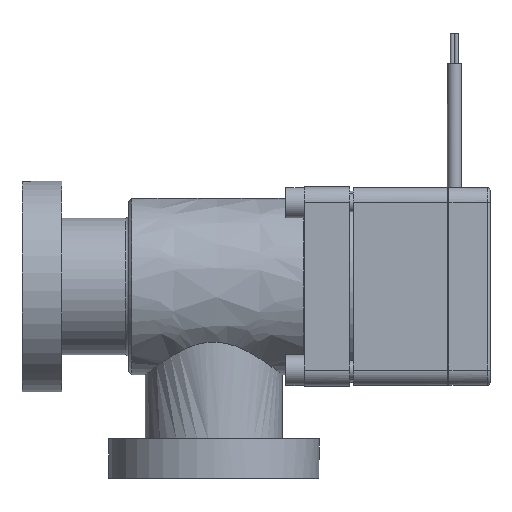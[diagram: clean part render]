
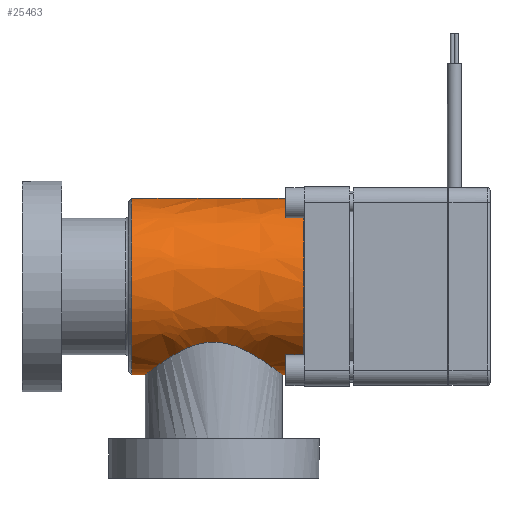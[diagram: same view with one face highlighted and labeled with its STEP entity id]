
A CAD part, top view. The second image highlights one B-rep face of the part: STEP entity #25463.
In plain terms, the highlighted free-form (B-spline) face has degree [2, 1] with [7, 2] control points.
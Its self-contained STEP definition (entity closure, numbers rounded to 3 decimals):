
#24352=CARTESIAN_POINT('V29',(35.4,28.95,
   0.0));
#24353=VERTEX_POINT('V29',#24352);
#24361=CARTESIAN_POINT('E48',(35.4,28.95,
   0.));
#24362=CARTESIAN_POINT('E48',(35.4,28.95,
   50.143));
#24363=CARTESIAN_POINT('E48',(35.4,-14.475,
   25.071));
#24364=CARTESIAN_POINT('E48',(35.4,-57.9,
   0.));
#24365=CARTESIAN_POINT('E48',(35.4,-14.475,
   -25.071));
#24366=CARTESIAN_POINT('E48',(35.4,28.95,
   -50.143));
#24367=CARTESIAN_POINT('E48',(35.4,28.95,
   0.));
#24375=(BOUNDED_CURVE()B_SPLINE_CURVE(2,(#24361,#24362,#24363,
   #24364,#24365,#24366,#24367),.CIRCULAR_ARC.,.T.,.U.)
   B_SPLINE_CURVE_WITH_KNOTS((3,2,2,3),(2.0,43.393,
   84.786,126.179),.UNSPECIFIED.)CURVE()
   GEOMETRIC_REPRESENTATION_ITEM()RATIONAL_B_SPLINE_CURVE((1.0,
   0.5,1.0,0.5,1.0,0.5,1.0)
   )REPRESENTATION_ITEM('E48'));
#24376=EDGE_CURVE('E48',#24353,#24353,#24375,.T.);
#24423=CARTESIAN_POINT('V18',(91.9,28.95,
   0.0));
#24424=VERTEX_POINT('V18',#24423);
#24448=CARTESIAN_POINT('E27',(91.9,28.95,
   0.0));
#24449=CARTESIAN_POINT('E27',(91.9,28.95,
   -50.143));
#24450=CARTESIAN_POINT('E27',(91.9,-14.475,
   -25.071));
#24451=CARTESIAN_POINT('E27',(91.9,-57.9,
   0.));
#24452=CARTESIAN_POINT('E27',(91.9,-14.475,
   25.071));
#24453=CARTESIAN_POINT('E27',(91.9,28.95,
   50.143));
#24454=CARTESIAN_POINT('E27',(91.9,28.95,
   0.0));
#24462=(BOUNDED_CURVE()B_SPLINE_CURVE(2,(#24448,#24449,#24450,
   #24451,#24452,#24453,#24454),.CIRCULAR_ARC.,.T.,.U.)
   B_SPLINE_CURVE_WITH_KNOTS((3,2,2,3),(0.0,355.788,
   711.577,1067.365),.UNSPECIFIED.)CURVE()
   GEOMETRIC_REPRESENTATION_ITEM()RATIONAL_B_SPLINE_CURVE((1.0,
   0.5,1.0,0.5,1.0,0.5,1.0)
   )REPRESENTATION_ITEM('E27'));
#24463=EDGE_CURVE('E27',#24424,#24424,#24462,.T.);
#25366=CARTESIAN_POINT('F21',(34.4,28.95,
   0.0));
#25367=CARTESIAN_POINT('F21',(34.4,28.95,
   50.143));
#25368=CARTESIAN_POINT('F21',(34.4,-14.475,
   25.071));
#25369=CARTESIAN_POINT('F21',(34.4,-57.9,
   0.));
#25370=CARTESIAN_POINT('F21',(34.4,-14.475,
   -25.071));
#25371=CARTESIAN_POINT('F21',(34.4,28.95,
   -50.143));
#25372=CARTESIAN_POINT('F21',(34.4,28.95,
   0.0));
#25373=CARTESIAN_POINT('F21',(91.9,28.95,
   0.0));
#25374=CARTESIAN_POINT('F21',(91.9,28.95,
   50.143));
#25375=CARTESIAN_POINT('F21',(91.9,-14.475,
   25.071));
#25376=CARTESIAN_POINT('F21',(91.9,-57.9,
   0.));
#25377=CARTESIAN_POINT('F21',(91.9,-14.475,
   -25.071));
#25378=CARTESIAN_POINT('F21',(91.9,28.95,
   -50.143));
#25379=CARTESIAN_POINT('F21',(91.9,28.95,
   0.0));
#25387=(BOUNDED_SURFACE()B_SPLINE_SURFACE(2,1,((#25366,#25373),(
   #25367,#25374),(#25368,#25375),(#25369,#25376),(#25370,
   #25377),(#25371,#25378),(#25372,#25379)),.CYLINDRICAL_SURF.,
   .T.,.F.,.U.)B_SPLINE_SURFACE_WITH_KNOTS((3,2,2,3),(2,2),(0.0,
   1.744,3.488,5.232),(0.0,1.0),
   .UNSPECIFIED.)GEOMETRIC_REPRESENTATION_ITEM()
   RATIONAL_B_SPLINE_SURFACE(((1.0,1.0),(0.5,
   0.5),(1.0,1.0),(0.5,
   0.5),(1.0,1.0),(0.5,
   0.5),(1.0,1.0)))REPRESENTATION_ITEM('F21')SURFACE(
   ));
#25388=ORIENTED_EDGE('E48',*,*,#24376,.F.);
#25389=CARTESIAN_POINT('V24',(42.4,28.95,
   0.0));
#25390=VERTEX_POINT('V24',#25389);
#25391=CARTESIAN_POINT('E36',(42.4,28.95,
   0.0));
#25392=CARTESIAN_POINT('E36',(35.4,28.95,
   0.0));
#25393=B_SPLINE_CURVE_WITH_KNOTS('E36',1,(#25391,#25392),
   .POLYLINE_FORM.,.F.,.U.,(2,2),(0.861,
   0.983),.UNSPECIFIED.);
#25394=EDGE_CURVE('E36',#25390,#24353,#25393,.T.);
#25395=ORIENTED_EDGE('E36',*,*,#25394,.F.);
#25396=CARTESIAN_POINT('V23',(62.4,20.931,
   20.0));
#25397=VERTEX_POINT('V23',#25396);
#25398=CARTESIAN_POINT('E35',(62.4,20.931,
   20.0));
#25399=CARTESIAN_POINT('E35',(61.601,20.931,
   20.0));
#25400=CARTESIAN_POINT('E35',(60.808,20.977,
   19.952));
#25401=CARTESIAN_POINT('E35',(57.332,21.369,
   19.536));
#25402=CARTESIAN_POINT('E35',(54.878,22.158,
   18.689));
#25403=CARTESIAN_POINT('E35',(50.532,23.977,
   16.297));
#25404=CARTESIAN_POINT('E35',(48.459,25.111,
   14.603));
#25405=CARTESIAN_POINT('E35',(45.114,27.115,
   10.395));
#25406=CARTESIAN_POINT('E35',(43.715,28.052,
   7.802));
#25407=CARTESIAN_POINT('E35',(42.592,28.816,
   3.188));
#25408=CARTESIAN_POINT('E35',(42.4,28.95,
   1.603));
#25409=CARTESIAN_POINT('E35',(42.4,28.95,
   0.0));
#25410=B_SPLINE_CURVE_WITH_KNOTS('E35',3,(#25398,#25399,#25400,
   #25401,#25402,#25403,#25404,#25405,#25406,#25407,#25408,#25409),
   .UNSPECIFIED.,.F.,.U.,(4,2,2,2,2,4),(0.0,0.076,
   0.337,0.61,0.87,1.0),
   .UNSPECIFIED.);
#25411=EDGE_CURVE('E35',#25397,#25390,#25410,.T.);
#25412=ORIENTED_EDGE('E35',*,*,#25411,.F.);
#25413=CARTESIAN_POINT('V25',(82.4,28.95,
   0.0));
#25414=VERTEX_POINT('V25',#25413);
#25415=CARTESIAN_POINT('E39',(82.4,28.95,
   0.0));
#25416=CARTESIAN_POINT('E39',(82.4,28.95,
   1.628));
#25417=CARTESIAN_POINT('E39',(82.202,28.812,
   3.236));
#25418=CARTESIAN_POINT('E39',(81.455,28.304,
   6.261));
#25419=CARTESIAN_POINT('E39',(80.934,27.953,
   7.658));
#25420=CARTESIAN_POINT('E39',(78.827,26.585,
   11.857));
#25421=CARTESIAN_POINT('E39',(76.797,25.33,
   14.167));
#25422=CARTESIAN_POINT('E39',(72.153,22.998,
   17.721));
#25423=CARTESIAN_POINT('E39',(69.317,21.837,
   19.025));
#25424=CARTESIAN_POINT('E39',(64.987,21.054,
   19.874));
#25425=CARTESIAN_POINT('E39',(63.703,20.931,
   20.0));
#25426=CARTESIAN_POINT('E39',(62.4,20.931,
   20.0));
#25427=B_SPLINE_CURVE_WITH_KNOTS('E39',3,(#25415,#25416,#25417,
   #25418,#25419,#25420,#25421,#25422,#25423,#25424,#25425,#25426),
   .UNSPECIFIED.,.F.,.U.,(4,2,2,2,2,4),(0.0,0.14,
   0.272,0.561,0.872,1.0),
   .UNSPECIFIED.);
#25428=EDGE_CURVE('E39',#25414,#25397,#25427,.T.);
#25429=ORIENTED_EDGE('E39',*,*,#25428,.F.);
#25430=CARTESIAN_POINT('E38',(91.9,28.95,
   0.0));
#25431=CARTESIAN_POINT('E38',(82.4,28.95,
   0.0));
#25432=B_SPLINE_CURVE_WITH_KNOTS('E38',1,(#25430,#25431),
   .POLYLINE_FORM.,.F.,.U.,(2,2),(0.0,0.165),
   .UNSPECIFIED.);
#25433=EDGE_CURVE('E38',#24424,#25414,#25432,.T.);
#25434=ORIENTED_EDGE('E38',*,*,#25433,.F.);
#25435=ORIENTED_EDGE('F16',*,*,#24463,.F.);
#25436=ORIENTED_EDGE('E38',*,*,#25433,.T.);
#25437=CARTESIAN_POINT('E37',(42.4,28.95,
   0.0));
#25438=CARTESIAN_POINT('E37',(42.4,28.95,
   -1.87));
#25439=CARTESIAN_POINT('E37',(42.661,28.768,
   -3.714));
#25440=CARTESIAN_POINT('E37',(43.497,28.202,
   -6.643));
#25441=CARTESIAN_POINT('E37',(43.926,27.915,
   -7.752));
#25442=CARTESIAN_POINT('E37',(45.905,26.626,
   -11.788));
#25443=CARTESIAN_POINT('E37',(47.987,25.336,
   -14.162));
#25444=CARTESIAN_POINT('E37',(52.779,22.935,
   -17.813));
#25445=CARTESIAN_POINT('E37',(55.755,21.727,
   -19.147));
#25446=CARTESIAN_POINT('E37',(60.418,20.977,
   -19.954));
#25447=CARTESIAN_POINT('E37',(61.865,20.887,
   -20.047));
#25448=CARTESIAN_POINT('E37',(66.289,21.083,
   -19.841));
#25449=CARTESIAN_POINT('E37',(68.924,21.831,
   -19.062));
#25450=CARTESIAN_POINT('E37',(74.121,23.828,
   -16.547));
#25451=CARTESIAN_POINT('E37',(76.916,25.419,
   -14.257));
#25452=CARTESIAN_POINT('E37',(80.206,27.464,
   -9.36));
#25453=CARTESIAN_POINT('E37',(81.231,28.151,
   -7.205));
#25454=CARTESIAN_POINT('E37',(82.208,28.816,
   -3.188));
#25455=CARTESIAN_POINT('E37',(82.4,28.95,
   -1.603));
#25456=CARTESIAN_POINT('E37',(82.4,28.95,
   0.0));
#25457=B_SPLINE_CURVE_WITH_KNOTS('E37',3,(#25437,#25438,#25439,
   #25440,#25441,#25442,#25443,#25444,#25445,#25446,#25447,#25448,
   #25449,#25450,#25451,#25452,#25453,#25454,#25455,#25456),
   .UNSPECIFIED.,.F.,.U.,(4,2,2,2,2,2,2,2,2,4),(0.0,
   0.077,0.128,0.27,
   0.425,0.493,0.631,
   0.821,0.932,1.0),.UNSPECIFIED.);
#25458=EDGE_CURVE('E37',#25390,#25414,#25457,.T.);
#25459=ORIENTED_EDGE('E37',*,*,#25458,.F.);
#25460=ORIENTED_EDGE('E36',*,*,#25394,.T.);
#25461=EDGE_LOOP('F21',(#25388,#25395,#25412,#25429,#25434,#25435,
   #25436,#25459,#25460));
#25462=FACE_OUTER_BOUND('F21',#25461,.F.);
#25463=ADVANCED_FACE('F21',(#25462),#25387,.T.);
